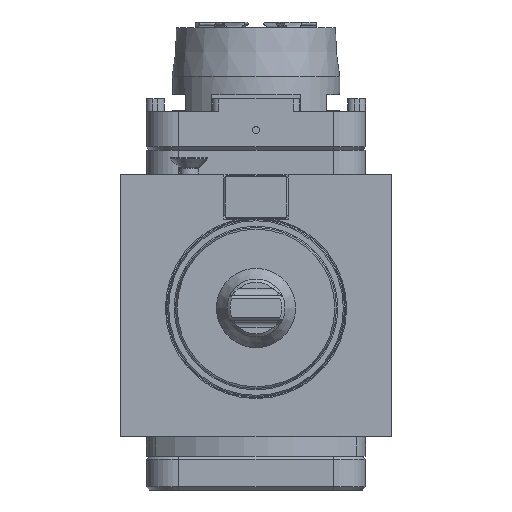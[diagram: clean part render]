
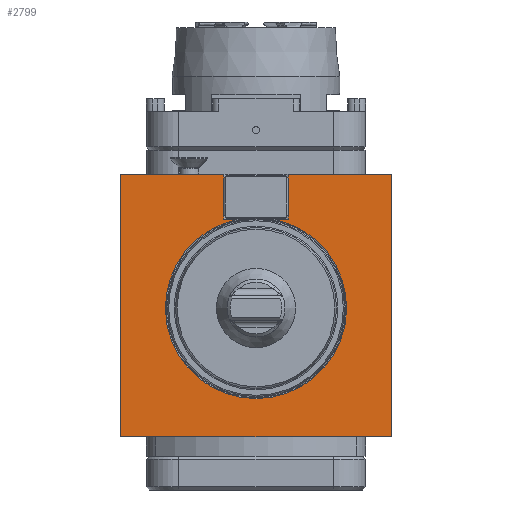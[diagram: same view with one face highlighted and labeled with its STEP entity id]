
A CAD part, front view. The second image highlights one B-rep face of the part: STEP entity #2799.
In plain terms, the highlighted planar face has unit normal (0, -1, 0).
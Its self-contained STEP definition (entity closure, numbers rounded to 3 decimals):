
#208 = LINE ( 'NONE', #16134, #28922 ) ;
#432 = EDGE_CURVE ( 'NONE', #15213, #14601, #3436, .T. ) ;
#808 = DIRECTION ( 'NONE',  ( -1., 0., 0. ) ) ;
#847 = DIRECTION ( 'NONE',  ( 0., -1., 0. ) ) ;
#908 = CARTESIAN_POINT ( 'NONE',  ( -10., -65., 27.5 ) ) ;
#997 = DIRECTION ( 'NONE',  ( 1., 0., 0. ) ) ;
#1050 = LINE ( 'NONE', #908, #26326 ) ;
#1532 = VERTEX_POINT ( 'NONE', #15684 ) ;
#1621 = ORIENTED_EDGE ( 'NONE', *, *, #26847, .T. ) ;
#1693 = VERTEX_POINT ( 'NONE', #8173 ) ;
#2472 = DIRECTION ( 'NONE',  ( 1., 0., 0. ) ) ;
#2510 = ORIENTED_EDGE ( 'NONE', *, *, #27275, .T. ) ;
#2695 = DIRECTION ( 'NONE',  ( 0., 0., 1. ) ) ;
#2799 = ADVANCED_FACE ( 'Defeature completata2_4', ( #5956 ), #17564, .F. ) ;
#3191 = VERTEX_POINT ( 'NONE', #24023 ) ;
#3224 = ORIENTED_EDGE ( 'NONE', *, *, #18782, .F. ) ;
#3246 = DIRECTION ( 'NONE',  ( 0., 0., 1. ) ) ;
#3436 = LINE ( 'NONE', #16835, #15446 ) ;
#3450 = VECTOR ( 'NONE', #18980, 1000. ) ;
#3498 = CARTESIAN_POINT ( 'NONE',  ( 0., -65., 0. ) ) ;
#3624 = LINE ( 'NONE', #7525, #24374 ) ;
#3766 = EDGE_CURVE ( 'NONE', #17131, #15415, #12633, .T. ) ;
#4174 = DIRECTION ( 'NONE',  ( 0., 1., 0. ) ) ;
#4234 = CARTESIAN_POINT ( 'NONE',  ( -42., -65., 41.5 ) ) ;
#4760 = CARTESIAN_POINT ( 'NONE',  ( -10., -65., 27.5 ) ) ;
#5187 = EDGE_CURVE ( 'NONE', #10100, #16587, #25299, .T. ) ;
#5956 = FACE_OUTER_BOUND ( 'NONE', #11542, .T. ) ;
#6023 = CARTESIAN_POINT ( 'NONE',  ( 10., -65., 27.5 ) ) ;
#6484 = CARTESIAN_POINT ( 'NONE',  ( -10., -65., 28.126 ) ) ;
#6719 = LINE ( 'NONE', #22571, #26327 ) ;
#6827 = DIRECTION ( 'NONE',  ( 0., 0., 1. ) ) ;
#7077 = ORIENTED_EDGE ( 'NONE', *, *, #432, .T. ) ;
#7112 = DIRECTION ( 'NONE',  ( 0., 0., 1. ) ) ;
#7525 = CARTESIAN_POINT ( 'NONE',  ( -42., -65., -46. ) ) ;
#7846 = EDGE_CURVE ( 'NONE', #22413, #19707, #13998, .T. ) ;
#8173 = CARTESIAN_POINT ( 'NONE',  ( 5.9, -65., 27.5 ) ) ;
#8281 = ORIENTED_EDGE ( 'NONE', *, *, #18707, .T. ) ;
#8573 = ORIENTED_EDGE ( 'NONE', *, *, #23044, .F. ) ;
#8644 = ORIENTED_EDGE ( 'NONE', *, *, #23104, .F. ) ;
#8827 = CARTESIAN_POINT ( 'NONE',  ( -42., -65., 41.5 ) ) ;
#9287 = CARTESIAN_POINT ( 'NONE',  ( -5.9, -65., 27.5 ) ) ;
#9294 = DIRECTION ( 'NONE',  ( -1., 0., 0. ) ) ;
#10100 = VERTEX_POINT ( 'NONE', #11589 ) ;
#10198 = DIRECTION ( 'NONE',  ( 0., 0., 1. ) ) ;
#10223 = VECTOR ( 'NONE', #14617, 1000. ) ;
#11510 = VECTOR ( 'NONE', #3246, 1000. ) ;
#11542 = EDGE_LOOP ( 'NONE', ( #14532, #8281, #16403, #2510, #26997, #8644, #7077, #25367, #1621, #27549, #22278, #8573, #25315, #3224 ) ) ;
#11589 = CARTESIAN_POINT ( 'NONE',  ( 42., -65., -40. ) ) ;
#12633 = LINE ( 'NONE', #6023, #3450 ) ;
#13361 = CARTESIAN_POINT ( 'NONE',  ( 10., -65., 39.974 ) ) ;
#13504 = CARTESIAN_POINT ( 'NONE',  ( 42., -65., 41.5 ) ) ;
#13529 = DIRECTION ( 'NONE',  ( 0., 0., -1. ) ) ;
#13689 = LINE ( 'NONE', #6484, #22300 ) ;
#13873 = VECTOR ( 'NONE', #9294, 1000. ) ;
#13920 = VECTOR ( 'NONE', #6827, 1000. ) ;
#13998 = LINE ( 'NONE', #27230, #16414 ) ;
#14191 = CARTESIAN_POINT ( 'NONE',  ( -10., -65., 39.974 ) ) ;
#14304 = DIRECTION ( 'NONE',  ( -1., 0., 0. ) ) ;
#14532 = ORIENTED_EDGE ( 'NONE', *, *, #3766, .F. ) ;
#14601 = VERTEX_POINT ( 'NONE', #16607 ) ;
#14617 = DIRECTION ( 'NONE',  ( 1., 0., 0. ) ) ;
#14675 = EDGE_CURVE ( 'NONE', #20702, #1693, #27673, .T. ) ;
#15059 = EDGE_CURVE ( 'NONE', #16538, #3191, #6719, .T. ) ;
#15213 = VERTEX_POINT ( 'NONE', #14191 ) ;
#15415 = VERTEX_POINT ( 'NONE', #26084 ) ;
#15446 = VECTOR ( 'NONE', #10198, 1000. ) ;
#15684 = CARTESIAN_POINT ( 'NONE',  ( -42., -65., -40. ) ) ;
#15876 = LINE ( 'NONE', #8827, #19487 ) ;
#16134 = CARTESIAN_POINT ( 'NONE',  ( 42., -65., -40. ) ) ;
#16403 = ORIENTED_EDGE ( 'NONE', *, *, #14675, .F. ) ;
#16414 = VECTOR ( 'NONE', #7112, 1000. ) ;
#16478 = DIRECTION ( 'NONE',  ( 0., 0., -1. ) ) ;
#16538 = VERTEX_POINT ( 'NONE', #13361 ) ;
#16587 = VERTEX_POINT ( 'NONE', #13504 ) ;
#16607 = CARTESIAN_POINT ( 'NONE',  ( -10., -65., 41.5 ) ) ;
#16835 = CARTESIAN_POINT ( 'NONE',  ( -10., -65., 27.5 ) ) ;
#16897 = AXIS2_PLACEMENT_3D ( 'NONE', #3498, #847, #997 ) ;
#17006 = AXIS2_PLACEMENT_3D ( 'NONE', #19770, #4174, #19897 ) ;
#17131 = VERTEX_POINT ( 'NONE', #18719 ) ;
#17564 = PLANE ( 'NONE',  #17006 ) ;
#18707 = EDGE_CURVE ( 'NONE', #17131, #1693, #20621, .T. ) ;
#18719 = CARTESIAN_POINT ( 'NONE',  ( 10., -65., 27.5 ) ) ;
#18782 = EDGE_CURVE ( 'NONE', #15415, #16538, #23116, .T. ) ;
#18980 = DIRECTION ( 'NONE',  ( 0., 0., 1. ) ) ;
#19092 = VERTEX_POINT ( 'NONE', #4234 ) ;
#19453 = LINE ( 'NONE', #21490, #10223 ) ;
#19487 = VECTOR ( 'NONE', #2472, 1000. ) ;
#19707 = VERTEX_POINT ( 'NONE', #26807 ) ;
#19770 = CARTESIAN_POINT ( 'NONE',  ( 0., -65., 28.126 ) ) ;
#19897 = DIRECTION ( 'NONE',  ( -1., 0., 0. ) ) ;
#20621 = LINE ( 'NONE', #4760, #13873 ) ;
#20702 = VERTEX_POINT ( 'NONE', #9287 ) ;
#21490 = CARTESIAN_POINT ( 'NONE',  ( -42., -65., 41.5 ) ) ;
#21966 = EDGE_CURVE ( 'NONE', #19092, #14601, #19453, .T. ) ;
#22278 = ORIENTED_EDGE ( 'NONE', *, *, #5187, .T. ) ;
#22300 = VECTOR ( 'NONE', #13529, 1000. ) ;
#22413 = VERTEX_POINT ( 'NONE', #24768 ) ;
#22571 = CARTESIAN_POINT ( 'NONE',  ( 10., -65., 27.5 ) ) ;
#23044 = EDGE_CURVE ( 'NONE', #3191, #16587, #15876, .T. ) ;
#23104 = EDGE_CURVE ( 'NONE', #15213, #19707, #13689, .T. ) ;
#23116 = LINE ( 'NONE', #28236, #11510 ) ;
#23491 = EDGE_CURVE ( 'NONE', #10100, #1532, #208, .T. ) ;
#24023 = CARTESIAN_POINT ( 'NONE',  ( 10., -65., 41.5 ) ) ;
#24374 = VECTOR ( 'NONE', #16478, 1000. ) ;
#24768 = CARTESIAN_POINT ( 'NONE',  ( -10., -65., 27.5 ) ) ;
#25299 = LINE ( 'NONE', #26955, #13920 ) ;
#25315 = ORIENTED_EDGE ( 'NONE', *, *, #15059, .F. ) ;
#25367 = ORIENTED_EDGE ( 'NONE', *, *, #21966, .F. ) ;
#26084 = CARTESIAN_POINT ( 'NONE',  ( 10., -65., 29.026 ) ) ;
#26326 = VECTOR ( 'NONE', #14304, 1000. ) ;
#26327 = VECTOR ( 'NONE', #2695, 1000. ) ;
#26807 = CARTESIAN_POINT ( 'NONE',  ( -10., -65., 29.026 ) ) ;
#26847 = EDGE_CURVE ( 'NONE', #19092, #1532, #3624, .T. ) ;
#26955 = CARTESIAN_POINT ( 'NONE',  ( 42., -65., -46. ) ) ;
#26997 = ORIENTED_EDGE ( 'NONE', *, *, #7846, .T. ) ;
#27230 = CARTESIAN_POINT ( 'NONE',  ( -10., -65., 27.5 ) ) ;
#27275 = EDGE_CURVE ( 'NONE', #20702, #22413, #1050, .T. ) ;
#27549 = ORIENTED_EDGE ( 'NONE', *, *, #23491, .F. ) ;
#27673 = CIRCLE ( 'NONE', #16897, 28.126 ) ;
#28236 = CARTESIAN_POINT ( 'NONE',  ( 10., -65., 27.5 ) ) ;
#28922 = VECTOR ( 'NONE', #808, 1000. ) ;
